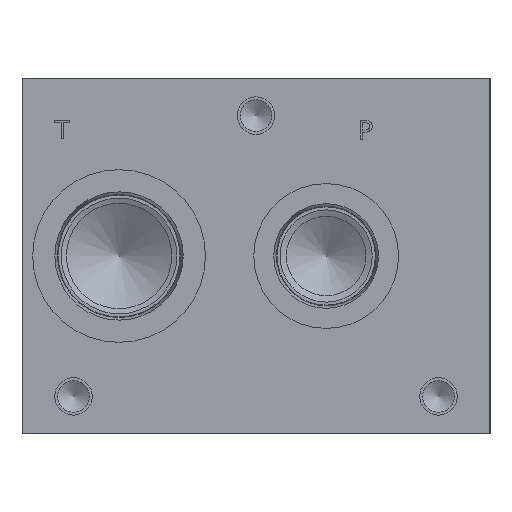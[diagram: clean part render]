
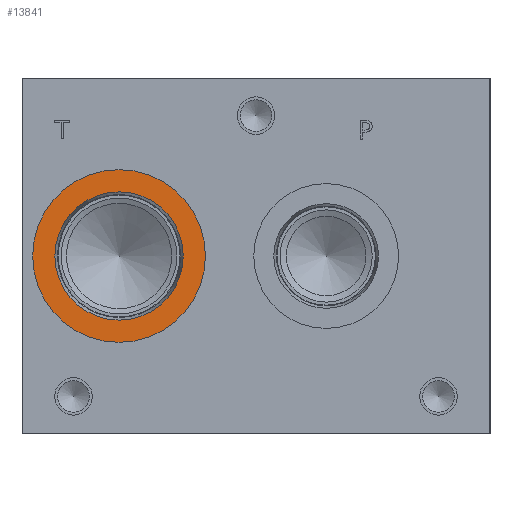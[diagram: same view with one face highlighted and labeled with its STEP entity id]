
A CAD part, left-side view. The second image highlights one B-rep face of the part: STEP entity #13841.
In plain terms, the highlighted planar face has unit normal (-1, 0, 0).
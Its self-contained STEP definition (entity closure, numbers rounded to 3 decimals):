
#417=CIRCLE('',#14660,29.286);
#418=CIRCLE('',#14661,29.286);
#419=CIRCLE('',#14663,21.755);
#420=CIRCLE('',#14664,21.755);
#1093=FACE_BOUND('',#2559,.T.);
#1742=FACE_OUTER_BOUND('',#2558,.T.);
#2558=EDGE_LOOP('',(#11725,#11726));
#2559=EDGE_LOOP('',(#11727,#11728));
#6367=VERTEX_POINT('',#23315);
#6368=VERTEX_POINT('',#23317);
#6369=VERTEX_POINT('',#23321);
#6370=VERTEX_POINT('',#23322);
#8216=EDGE_CURVE('',#6367,#6368,#417,.T.);
#8217=EDGE_CURVE('',#6368,#6367,#418,.T.);
#8218=EDGE_CURVE('',#6369,#6370,#419,.T.);
#8219=EDGE_CURVE('',#6370,#6369,#420,.T.);
#11725=ORIENTED_EDGE('',*,*,#8217,.F.);
#11726=ORIENTED_EDGE('',*,*,#8216,.F.);
#11727=ORIENTED_EDGE('',*,*,#8218,.T.);
#11728=ORIENTED_EDGE('',*,*,#8219,.T.);
#12739=PLANE('',#14662);
#13841=ADVANCED_FACE('',(#1742,#1093),#12739,.F.);
#14660=AXIS2_PLACEMENT_3D('',#23318,#17500,#17501);
#14661=AXIS2_PLACEMENT_3D('',#23319,#17502,#17503);
#14662=AXIS2_PLACEMENT_3D('',#23320,#17504,#17505);
#14663=AXIS2_PLACEMENT_3D('',#23323,#17506,#17507);
#14664=AXIS2_PLACEMENT_3D('',#23324,#17508,#17509);
#17500=DIRECTION('center_axis',(1.,0.,0.));
#17501=DIRECTION('ref_axis',(0.,0.,-1.));
#17502=DIRECTION('center_axis',(1.,0.,0.));
#17503=DIRECTION('ref_axis',(0.,0.,-1.));
#17504=DIRECTION('center_axis',(1.,0.,0.));
#17505=DIRECTION('ref_axis',(0.,0.,-1.));
#17506=DIRECTION('center_axis',(1.,0.,0.));
#17507=DIRECTION('ref_axis',(0.,0.,-1.));
#17508=DIRECTION('center_axis',(1.,0.,0.));
#17509=DIRECTION('ref_axis',(0.,0.,-1.));
#23315=CARTESIAN_POINT('',(0.787,125.832,31.039));
#23317=CARTESIAN_POINT('',(0.787,125.832,89.611));
#23318=CARTESIAN_POINT('Origin',(0.787,125.832,60.325));
#23319=CARTESIAN_POINT('Origin',(0.787,125.832,60.325));
#23320=CARTESIAN_POINT('Origin',(0.787,125.832,82.08));
#23321=CARTESIAN_POINT('',(0.787,125.832,82.08));
#23322=CARTESIAN_POINT('',(0.787,125.832,38.57));
#23323=CARTESIAN_POINT('Origin',(0.787,125.832,60.325));
#23324=CARTESIAN_POINT('Origin',(0.787,125.832,60.325));
